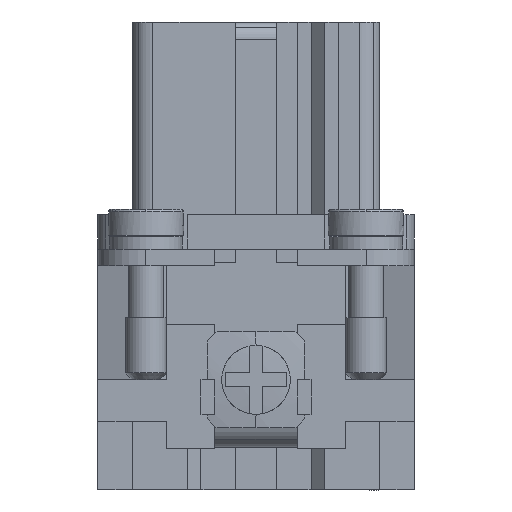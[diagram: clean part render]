
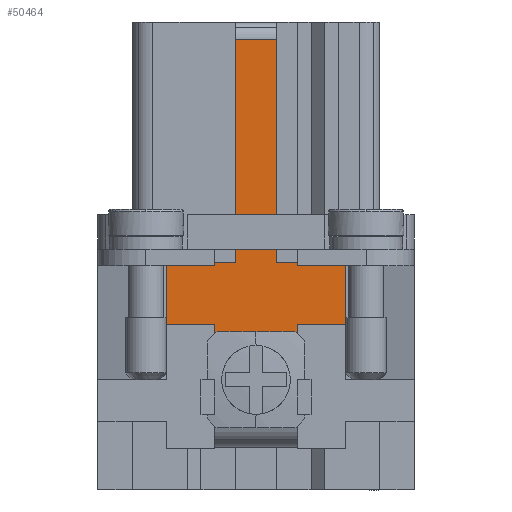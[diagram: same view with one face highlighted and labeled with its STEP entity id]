
A CAD part, left-side view. The second image highlights one B-rep face of the part: STEP entity #50464.
In plain terms, the highlighted free-form (B-spline) face has degree [1, 1] with [2, 2] control points.
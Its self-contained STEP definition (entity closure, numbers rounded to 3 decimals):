
#2298=CARTESIAN_POINT('',(-27.5,-2.828,-8.5));
#2299=VERTEX_POINT('',#2298);
#2307=CARTESIAN_POINT('',(-27.5,-3.,-8.645));
#2308=VERTEX_POINT('',#2307);
#48788=CARTESIAN_POINT('',(-27.5,-2.999,-12.));
#48789=VERTEX_POINT('',#48788);
#48810=CARTESIAN_POINT('',(-27.5,-2.999,-14.5));
#48811=VERTEX_POINT('',#48810);
#48812=CARTESIAN_POINT('',(-27.5,-2.999,-14.5));
#48813=DIRECTION('',(0.0,0.0,1.0));
#48814=VECTOR('',#48813,2.5);
#48815=LINE('',#48812,#48814);
#48816=EDGE_CURVE('',#48811,#48789,#48815,.T.);
#48973=CARTESIAN_POINT('',(-27.5,3.,-12.));
#48974=VERTEX_POINT('',#48973);
#49068=CARTESIAN_POINT('',(-27.5,3.,-14.5));
#49069=VERTEX_POINT('',#49068);
#49107=CARTESIAN_POINT('',(-27.5,3.,-12.));
#49108=DIRECTION('',(0.0,0.0,-1.0));
#49109=VECTOR('',#49108,2.5);
#49110=LINE('',#49107,#49109);
#49111=EDGE_CURVE('',#48974,#49069,#49110,.T.);
#49151=CARTESIAN_POINT('',(-27.5,-3.,-8.));
#49152=VERTEX_POINT('',#49151);
#49159=CARTESIAN_POINT('',(-27.5,-3.,-8.645));
#49160=DIRECTION('',(0.0,0.0,1.0));
#49161=VECTOR('',#49160,0.645);
#49162=LINE('',#49159,#49161);
#49163=EDGE_CURVE('',#2308,#49152,#49162,.T.);
#49165=CARTESIAN_POINT('',(-27.5,-2.999,-12.));
#49166=DIRECTION('',(0.0,0.0,1.0));
#49167=VECTOR('',#49166,3.355);
#49168=LINE('',#49165,#49167);
#49169=EDGE_CURVE('',#48789,#2308,#49168,.T.);
#49390=CARTESIAN_POINT('',(-27.5,2.999,-14.9));
#49391=VERTEX_POINT('',#49390);
#49399=CARTESIAN_POINT('',(-27.5,3.,-14.5));
#49400=DIRECTION('',(0.0,0.0,-1.0));
#49401=VECTOR('',#49400,0.4);
#49402=LINE('',#49399,#49401);
#49403=EDGE_CURVE('',#49069,#49391,#49402,.T.);
#49414=CARTESIAN_POINT('',(-27.5,2.999,-8.645));
#49415=VERTEX_POINT('',#49414);
#49416=CARTESIAN_POINT('',(-27.5,2.999,-8.645));
#49417=DIRECTION('',(0.0,0.0,-1.0));
#49418=VECTOR('',#49417,3.355);
#49419=LINE('',#49416,#49418);
#49420=EDGE_CURVE('',#49415,#48974,#49419,.T.);
#49422=CARTESIAN_POINT('',(-27.5,2.999,-8.));
#49423=VERTEX_POINT('',#49422);
#49424=CARTESIAN_POINT('',(-27.5,2.999,-8.));
#49425=DIRECTION('',(0.0,0.0,-1.0));
#49426=VECTOR('',#49425,0.645);
#49427=LINE('',#49424,#49426);
#49428=EDGE_CURVE('',#49423,#49415,#49427,.T.);
#50203=CARTESIAN_POINT('',(-27.5,2.828,-8.5));
#50204=VERTEX_POINT('',#50203);
#50301=CARTESIAN_POINT('',(-27.5,0.0,-12.));
#50302=DIRECTION('',(-1.0,0.0,0.0));
#50303=DIRECTION('',(0.0,0.0,-1.0));
#50304=AXIS2_PLACEMENT_3D('',#50301,#50302,#50303);
#50305=CIRCLE('',#50304,4.5);
#50306=EDGE_CURVE('',#50204,#49415,#50305,.T.);
#50318=CARTESIAN_POINT('',(-27.5,6.499,12.75));
#50319=CARTESIAN_POINT('',(-27.5,6.499,-14.9));
#50320=CARTESIAN_POINT('',(-27.5,-6.5,12.75));
#50321=CARTESIAN_POINT('',(-27.5,-6.5,-14.9));
#50322=B_SPLINE_SURFACE_WITH_KNOTS('',1,1,((#50318,#50320),(#50319,#50321)),.UNSPECIFIED.,.F.,.F.,.U.,(2,2),(2,2),(0.0,27.65),(0.0,12.999),.UNSPECIFIED.);
#50323=ORIENTED_EDGE('',*,*,#50306,.T.);
#50324=ORIENTED_EDGE('',*,*,#49420,.T.);
#50325=ORIENTED_EDGE('',*,*,#49111,.T.);
#50326=ORIENTED_EDGE('',*,*,#49403,.T.);
#50327=CARTESIAN_POINT('',(-27.5,-3.,-14.9));
#50328=VERTEX_POINT('',#50327);
#50329=CARTESIAN_POINT('',(-27.5,-3.,-14.9));
#50330=DIRECTION('',(0.0,1.0,0.0));
#50331=VECTOR('',#50330,5.999);
#50332=LINE('',#50329,#50331);
#50333=EDGE_CURVE('',#50328,#49391,#50332,.T.);
#50334=ORIENTED_EDGE('',*,*,#50333,.F.);
#50335=CARTESIAN_POINT('',(-27.5,-3.,-14.9));
#50336=DIRECTION('',(0.0,0.0,1.0));
#50337=VECTOR('',#50336,0.4);
#50338=LINE('',#50335,#50337);
#50339=EDGE_CURVE('',#50328,#48811,#50338,.T.);
#50340=ORIENTED_EDGE('',*,*,#50339,.T.);
#50341=ORIENTED_EDGE('',*,*,#48816,.T.);
#50342=ORIENTED_EDGE('',*,*,#49169,.T.);
#50343=CARTESIAN_POINT('',(-27.5,0.0,-12.));
#50344=DIRECTION('',(-1.0,0.0,0.0));
#50345=DIRECTION('',(0.0,0.0,-1.0));
#50346=AXIS2_PLACEMENT_3D('',#50343,#50344,#50345);
#50347=CIRCLE('',#50346,4.5);
#50348=EDGE_CURVE('',#2308,#2299,#50347,.T.);
#50349=ORIENTED_EDGE('',*,*,#50348,.T.);
#50350=ORIENTED_EDGE('',*,*,#50348,.F.);
#50351=ORIENTED_EDGE('',*,*,#49163,.T.);
#50352=CARTESIAN_POINT('',(-27.5,-6.5,-8.0));
#50353=VERTEX_POINT('',#50352);
#50354=CARTESIAN_POINT('',(-27.5,-3.,-8.));
#50355=DIRECTION('',(0.0,-1.0,0.0));
#50356=VECTOR('',#50355,3.5);
#50357=LINE('',#50354,#50356);
#50358=EDGE_CURVE('',#49152,#50353,#50357,.T.);
#50359=ORIENTED_EDGE('',*,*,#50358,.T.);
#50360=CARTESIAN_POINT('',(-27.5,-6.5,-3.7));
#50361=VERTEX_POINT('',#50360);
#50362=CARTESIAN_POINT('',(-27.5,-6.5,-8.0));
#50363=DIRECTION('',(0.0,0.0,1.0));
#50364=VECTOR('',#50363,4.3);
#50365=LINE('',#50362,#50364);
#50366=EDGE_CURVE('',#50353,#50361,#50365,.T.);
#50367=ORIENTED_EDGE('',*,*,#50366,.T.);
#50368=CARTESIAN_POINT('',(-27.5,-3.,-3.7));
#50369=VERTEX_POINT('',#50368);
#50370=CARTESIAN_POINT('',(-27.5,-3.,-3.7));
#50371=DIRECTION('',(0.0,-1.0,0.0));
#50372=VECTOR('',#50371,3.5);
#50373=LINE('',#50370,#50372);
#50374=EDGE_CURVE('',#50369,#50361,#50373,.T.);
#50375=ORIENTED_EDGE('',*,*,#50374,.F.);
#50376=CARTESIAN_POINT('',(-27.5,-3.,-3.5));
#50377=VERTEX_POINT('',#50376);
#50378=CARTESIAN_POINT('',(-27.5,-3.,-3.5));
#50379=DIRECTION('',(0.0,0.0,-1.0));
#50380=VECTOR('',#50379,0.2);
#50381=LINE('',#50378,#50380);
#50382=EDGE_CURVE('',#50377,#50369,#50381,.T.);
#50383=ORIENTED_EDGE('',*,*,#50382,.F.);
#50384=CARTESIAN_POINT('',(-27.5,-1.5,-3.5));
#50385=VERTEX_POINT('',#50384);
#50386=CARTESIAN_POINT('',(-27.5,-3.,-3.5));
#50387=DIRECTION('',(0.0,1.0,0.0));
#50388=VECTOR('',#50387,1.5);
#50389=LINE('',#50386,#50388);
#50390=EDGE_CURVE('',#50377,#50385,#50389,.T.);
#50391=ORIENTED_EDGE('',*,*,#50390,.T.);
#50392=CARTESIAN_POINT('',(-27.5,-1.5,12.75));
#50393=VERTEX_POINT('',#50392);
#50394=CARTESIAN_POINT('',(-27.5,-1.5,-3.5));
#50395=DIRECTION('',(0.0,0.0,1.0));
#50396=VECTOR('',#50395,16.25);
#50397=LINE('',#50394,#50396);
#50398=EDGE_CURVE('',#50385,#50393,#50397,.T.);
#50399=ORIENTED_EDGE('',*,*,#50398,.T.);
#50400=CARTESIAN_POINT('',(-27.5,1.499,12.75));
#50401=VERTEX_POINT('',#50400);
#50402=CARTESIAN_POINT('',(-27.5,1.499,12.75));
#50403=DIRECTION('',(0.0,-1.0,0.0));
#50404=VECTOR('',#50403,2.999);
#50405=LINE('',#50402,#50404);
#50406=EDGE_CURVE('',#50401,#50393,#50405,.T.);
#50407=ORIENTED_EDGE('',*,*,#50406,.F.);
#50408=CARTESIAN_POINT('',(-27.5,1.499,-3.5));
#50409=VERTEX_POINT('',#50408);
#50410=CARTESIAN_POINT('',(-27.5,1.499,12.75));
#50411=DIRECTION('',(0.0,0.0,-1.0));
#50412=VECTOR('',#50411,16.25);
#50413=LINE('',#50410,#50412);
#50414=EDGE_CURVE('',#50401,#50409,#50413,.T.);
#50415=ORIENTED_EDGE('',*,*,#50414,.T.);
#50416=CARTESIAN_POINT('',(-27.5,3.,-3.5));
#50417=VERTEX_POINT('',#50416);
#50418=CARTESIAN_POINT('',(-27.5,1.499,-3.5));
#50419=DIRECTION('',(0.0,1.0,0.0));
#50420=VECTOR('',#50419,1.501);
#50421=LINE('',#50418,#50420);
#50422=EDGE_CURVE('',#50409,#50417,#50421,.T.);
#50423=ORIENTED_EDGE('',*,*,#50422,.T.);
#50424=CARTESIAN_POINT('',(-27.5,3.,-3.7));
#50425=VERTEX_POINT('',#50424);
#50426=CARTESIAN_POINT('',(-27.5,3.,-3.7));
#50427=DIRECTION('',(0.0,0.0,1.0));
#50428=VECTOR('',#50427,0.2);
#50429=LINE('',#50426,#50428);
#50430=EDGE_CURVE('',#50425,#50417,#50429,.T.);
#50431=ORIENTED_EDGE('',*,*,#50430,.F.);
#50432=CARTESIAN_POINT('',(-27.5,6.499,-3.7));
#50433=VERTEX_POINT('',#50432);
#50434=CARTESIAN_POINT('',(-27.5,6.499,-3.7));
#50435=DIRECTION('',(0.0,-1.0,0.0));
#50436=VECTOR('',#50435,3.499);
#50437=LINE('',#50434,#50436);
#50438=EDGE_CURVE('',#50433,#50425,#50437,.T.);
#50439=ORIENTED_EDGE('',*,*,#50438,.F.);
#50440=CARTESIAN_POINT('',(-27.5,6.499,-8.));
#50441=VERTEX_POINT('',#50440);
#50442=CARTESIAN_POINT('',(-27.5,6.499,-3.7));
#50443=DIRECTION('',(0.0,0.0,-1.0));
#50444=VECTOR('',#50443,4.3);
#50445=LINE('',#50442,#50444);
#50446=EDGE_CURVE('',#50433,#50441,#50445,.T.);
#50447=ORIENTED_EDGE('',*,*,#50446,.T.);
#50448=CARTESIAN_POINT('',(-27.5,6.499,-8.));
#50449=DIRECTION('',(0.0,-1.0,0.0));
#50450=VECTOR('',#50449,3.5);
#50451=LINE('',#50448,#50450);
#50452=EDGE_CURVE('',#50441,#49423,#50451,.T.);
#50453=ORIENTED_EDGE('',*,*,#50452,.T.);
#50454=ORIENTED_EDGE('',*,*,#49428,.T.);
#50455=CARTESIAN_POINT('',(-27.5,0.0,-12.));
#50456=DIRECTION('',(-1.0,0.0,0.0));
#50457=DIRECTION('',(0.0,0.0,-1.0));
#50458=AXIS2_PLACEMENT_3D('',#50455,#50456,#50457);
#50459=CIRCLE('',#50458,4.5);
#50460=EDGE_CURVE('',#50204,#49415,#50459,.T.);
#50461=ORIENTED_EDGE('',*,*,#50460,.F.);
#50462=EDGE_LOOP('',(#50323,#50324,#50325,#50326,#50334,#50340,#50341,#50342,#50349,#50350,#50351,#50359,#50367,#50375,#50383,#50391,#50399,#50407,#50415,#50423,#50431,#50439,#50447,#50453,#50454,#50461));
#50463=FACE_OUTER_BOUND('',#50462,.T.);
#50464=ADVANCED_FACE('',(#50463),#50322,.T.);
